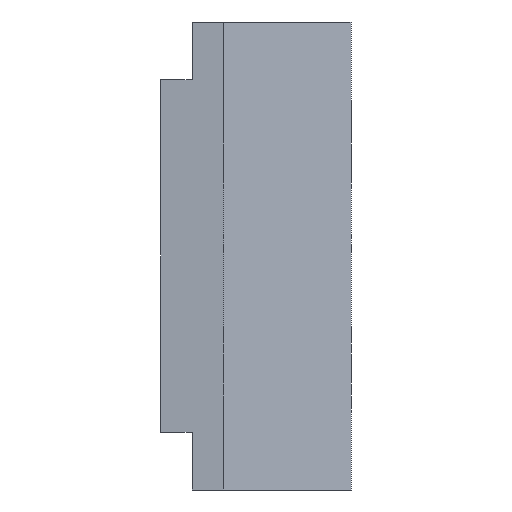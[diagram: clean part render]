
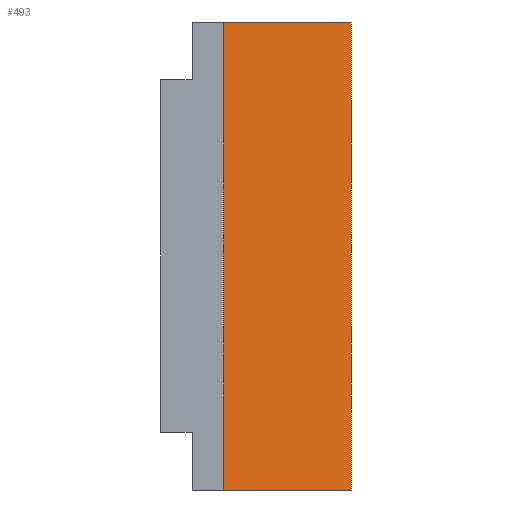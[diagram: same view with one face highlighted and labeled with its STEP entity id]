
A CAD part, left-side view. The second image highlights one B-rep face of the part: STEP entity #493.
In plain terms, the highlighted planar face has unit normal (-0.972, -0.237, 0).
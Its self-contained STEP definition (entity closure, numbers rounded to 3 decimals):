
#22 = VERTEX_POINT('',#23);
#23 = CARTESIAN_POINT('',(-14.2,-10.2,-15.));
#32 = PLANE('',#33);
#33 = AXIS2_PLACEMENT_3D('',#34,#35,#36);
#34 = CARTESIAN_POINT('',(-63.905,-10.2,0.));
#35 = DIRECTION('',(0.,1.,0.));
#36 = DIRECTION('',(0.,0.,1.));
#44 = PLANE('',#45);
#45 = AXIS2_PLACEMENT_3D('',#46,#47,#48);
#46 = CARTESIAN_POINT('',(-56.887,-10.187,-15.));
#47 = DIRECTION('',(0.,0.,-1.));
#48 = DIRECTION('',(0.,1.,0.));
#85 = VERTEX_POINT('',#86);
#86 = CARTESIAN_POINT('',(-14.2,-10.2,15.));
#100 = PLANE('',#101);
#101 = AXIS2_PLACEMENT_3D('',#102,#103,#104);
#102 = CARTESIAN_POINT('',(-56.887,-10.187,15.));
#103 = DIRECTION('',(0.,0.,1.));
#104 = DIRECTION('',(0.,-1.,0.));
#112 = EDGE_CURVE('',#85,#22,#113,.T.);
#113 = SURFACE_CURVE('',#114,(#118,#125),.PCURVE_S1.);
#114 = LINE('',#115,#116);
#115 = CARTESIAN_POINT('',(-14.2,-10.2,15.));
#116 = VECTOR('',#117,1.);
#117 = DIRECTION('',(0.,0.,-1.));
#118 = PCURVE('',#32,#119);
#119 = DEFINITIONAL_REPRESENTATION('',(#120),#124);
#120 = LINE('',#121,#122);
#121 = CARTESIAN_POINT('',(15.,49.705));
#122 = VECTOR('',#123,1.);
#123 = DIRECTION('',(-1.,0.));
#124 = ( GEOMETRIC_REPRESENTATION_CONTEXT(2) 
PARAMETRIC_REPRESENTATION_CONTEXT() REPRESENTATION_CONTEXT('2D SPACE',''
  ) );
#125 = PCURVE('',#126,#131);
#126 = PLANE('',#127);
#127 = AXIS2_PLACEMENT_3D('',#128,#129,#130);
#128 = CARTESIAN_POINT('',(-13.2,-14.295,15.));
#129 = DIRECTION('',(-0.971,-0.237,0.)
  );
#130 = DIRECTION('',(0.,0.,-1.));
#131 = DEFINITIONAL_REPRESENTATION('',(#132),#136);
#132 = LINE('',#133,#134);
#133 = CARTESIAN_POINT('',(0.,-4.215));
#134 = VECTOR('',#135,1.);
#135 = DIRECTION('',(1.,0.));
#136 = ( GEOMETRIC_REPRESENTATION_CONTEXT(2) 
PARAMETRIC_REPRESENTATION_CONTEXT() REPRESENTATION_CONTEXT('2D SPACE',''
  ) );
#282 = VERTEX_POINT('',#283);
#283 = CARTESIAN_POINT('',(-12.2,-18.39,-15.));
#299 = PLANE('',#300);
#300 = AXIS2_PLACEMENT_3D('',#301,#302,#303);
#301 = CARTESIAN_POINT('',(-12.2,-14.3,0.));
#302 = DIRECTION('',(-1.,0.,0.));
#303 = DIRECTION('',(0.,1.,0.));
#311 = EDGE_CURVE('',#22,#282,#312,.T.);
#312 = SURFACE_CURVE('',#313,(#317,#324),.PCURVE_S1.);
#313 = LINE('',#314,#315);
#314 = CARTESIAN_POINT('',(-14.903,-7.323,-15.));
#315 = VECTOR('',#316,1.);
#316 = DIRECTION('',(0.237,-0.971,0.));
#317 = PCURVE('',#44,#318);
#318 = DEFINITIONAL_REPRESENTATION('',(#319),#323);
#319 = LINE('',#320,#321);
#320 = CARTESIAN_POINT('',(2.865,41.985));
#321 = VECTOR('',#322,1.);
#322 = DIRECTION('',(-0.971,0.237));
#323 = ( GEOMETRIC_REPRESENTATION_CONTEXT(2) 
PARAMETRIC_REPRESENTATION_CONTEXT() REPRESENTATION_CONTEXT('2D SPACE',''
  ) );
#324 = PCURVE('',#126,#325);
#325 = DEFINITIONAL_REPRESENTATION('',(#326),#330);
#326 = LINE('',#327,#328);
#327 = CARTESIAN_POINT('',(30.,-7.177));
#328 = VECTOR('',#329,1.);
#329 = DIRECTION('',(0.,1.));
#330 = ( GEOMETRIC_REPRESENTATION_CONTEXT(2) 
PARAMETRIC_REPRESENTATION_CONTEXT() REPRESENTATION_CONTEXT('2D SPACE',''
  ) );
#493 = ADVANCED_FACE('',(#494),#126,.T.);
#494 = FACE_BOUND('',#495,.T.);
#495 = EDGE_LOOP('',(#496,#519,#520,#521));
#496 = ORIENTED_EDGE('',*,*,#497,.F.);
#497 = EDGE_CURVE('',#85,#498,#500,.T.);
#498 = VERTEX_POINT('',#499);
#499 = CARTESIAN_POINT('',(-12.2,-18.39,15.));
#500 = SURFACE_CURVE('',#501,(#505,#512),.PCURVE_S1.);
#501 = LINE('',#502,#503);
#502 = CARTESIAN_POINT('',(-14.903,-7.323,15.));
#503 = VECTOR('',#504,1.);
#504 = DIRECTION('',(0.237,-0.971,0.)
  );
#505 = PCURVE('',#126,#506);
#506 = DEFINITIONAL_REPRESENTATION('',(#507),#511);
#507 = LINE('',#508,#509);
#508 = CARTESIAN_POINT('',(0.,-7.177));
#509 = VECTOR('',#510,1.);
#510 = DIRECTION('',(0.,1.));
#511 = ( GEOMETRIC_REPRESENTATION_CONTEXT(2) 
PARAMETRIC_REPRESENTATION_CONTEXT() REPRESENTATION_CONTEXT('2D SPACE',''
  ) );
#512 = PCURVE('',#100,#513);
#513 = DEFINITIONAL_REPRESENTATION('',(#514),#518);
#514 = LINE('',#515,#516);
#515 = CARTESIAN_POINT('',(-2.865,41.985));
#516 = VECTOR('',#517,1.);
#517 = DIRECTION('',(0.971,0.237));
#518 = ( GEOMETRIC_REPRESENTATION_CONTEXT(2) 
PARAMETRIC_REPRESENTATION_CONTEXT() REPRESENTATION_CONTEXT('2D SPACE',''
  ) );
#519 = ORIENTED_EDGE('',*,*,#112,.T.);
#520 = ORIENTED_EDGE('',*,*,#311,.T.);
#521 = ORIENTED_EDGE('',*,*,#522,.F.);
#522 = EDGE_CURVE('',#498,#282,#523,.T.);
#523 = SURFACE_CURVE('',#524,(#528,#535),.PCURVE_S1.);
#524 = LINE('',#525,#526);
#525 = CARTESIAN_POINT('',(-12.2,-18.39,15.));
#526 = VECTOR('',#527,1.);
#527 = DIRECTION('',(0.,0.,-1.));
#528 = PCURVE('',#126,#529);
#529 = DEFINITIONAL_REPRESENTATION('',(#530),#534);
#530 = LINE('',#531,#532);
#531 = CARTESIAN_POINT('',(0.,4.215));
#532 = VECTOR('',#533,1.);
#533 = DIRECTION('',(1.,0.));
#534 = ( GEOMETRIC_REPRESENTATION_CONTEXT(2) 
PARAMETRIC_REPRESENTATION_CONTEXT() REPRESENTATION_CONTEXT('2D SPACE',''
  ) );
#535 = PCURVE('',#299,#536);
#536 = DEFINITIONAL_REPRESENTATION('',(#537),#541);
#537 = LINE('',#538,#539);
#538 = CARTESIAN_POINT('',(-4.09,-15.));
#539 = VECTOR('',#540,1.);
#540 = DIRECTION('',(0.,1.));
#541 = ( GEOMETRIC_REPRESENTATION_CONTEXT(2) 
PARAMETRIC_REPRESENTATION_CONTEXT() REPRESENTATION_CONTEXT('2D SPACE',''
  ) );
